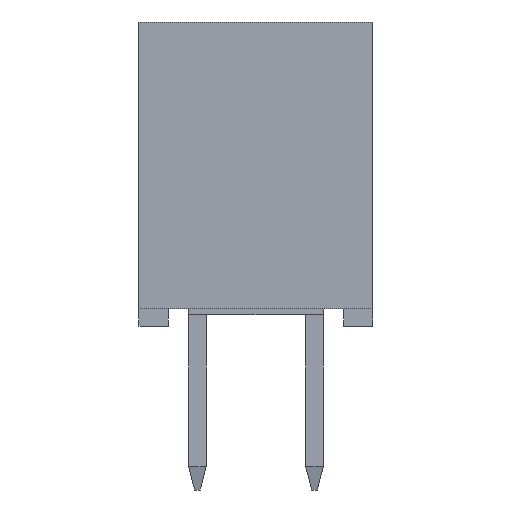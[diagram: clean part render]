
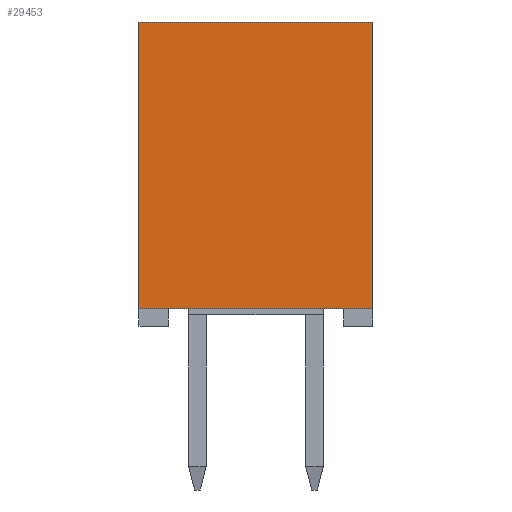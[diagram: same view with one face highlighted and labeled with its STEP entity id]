
A CAD part, front view. The second image highlights one B-rep face of the part: STEP entity #29453.
In plain terms, the highlighted face is planar.
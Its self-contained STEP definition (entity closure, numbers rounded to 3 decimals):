
#2753=ORIENTED_EDGE('',*,*,#8615,.F.);
#2754=ORIENTED_EDGE('',*,*,#8616,.F.);
#2755=ORIENTED_EDGE('',*,*,#8617,.F.);
#2756=ORIENTED_EDGE('',*,*,#8618,.F.);
#8615=EDGE_CURVE('',#11526,#11527,#13855,.T.);
#8616=EDGE_CURVE('',#11528,#11526,#13856,.T.);
#8617=EDGE_CURVE('',#11529,#11528,#13857,.T.);
#8618=EDGE_CURVE('',#11527,#11529,#13858,.T.);
#11526=VERTEX_POINT('',#40413);
#11527=VERTEX_POINT('',#40414);
#11528=VERTEX_POINT('',#40416);
#11529=VERTEX_POINT('',#40418);
#13855=LINE('',#40412,#16690);
#13856=LINE('',#40415,#16691);
#13857=LINE('',#40417,#16692);
#13858=LINE('',#40419,#16693);
#16690=VECTOR('',#34131,1000.);
#16691=VECTOR('',#34132,1000.);
#16692=VECTOR('',#34133,1000.);
#16693=VECTOR('',#34134,1000.);
#18728=EDGE_LOOP('',(#2753,#2754,#2755,#2756));
#19919=FACE_BOUND('',#18728,.T.);
#21093=PLANE('',#30680);
#29453=ADVANCED_FACE('',(#19919),#21093,.F.);
#30680=AXIS2_PLACEMENT_3D('',#40411,#34129,#34130);
#34129=DIRECTION('',(-1.,0.,0.));
#34130=DIRECTION('',(0.,0.,1.));
#34131=DIRECTION('',(0.,0.,1.));
#34132=DIRECTION('',(0.,-1.,0.));
#34133=DIRECTION('',(0.,0.,-1.));
#34134=DIRECTION('',(0.,1.,0.));
#40411=CARTESIAN_POINT('',(19.05,0.,0.));
#40412=CARTESIAN_POINT('',(19.05,-2.,-1.45));
#40413=CARTESIAN_POINT('',(19.05,-2.,-1.45));
#40414=CARTESIAN_POINT('',(19.05,-2.,3.45));
#40415=CARTESIAN_POINT('',(19.05,2.,-1.45));
#40416=CARTESIAN_POINT('',(19.05,2.,-1.45));
#40417=CARTESIAN_POINT('',(19.05,2.,1.45));
#40418=CARTESIAN_POINT('',(19.05,2.,3.45));
#40419=CARTESIAN_POINT('',(19.05,-2.,3.45));
